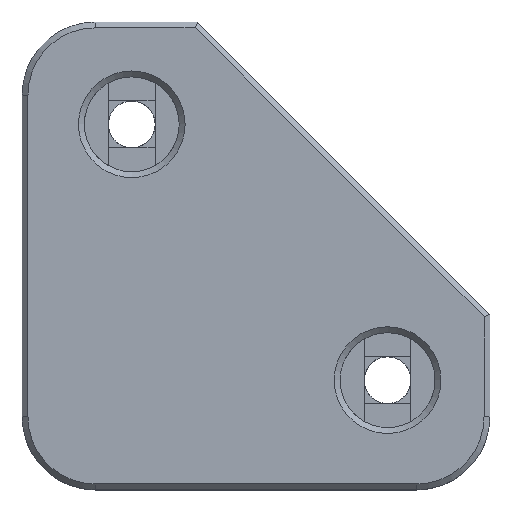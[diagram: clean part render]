
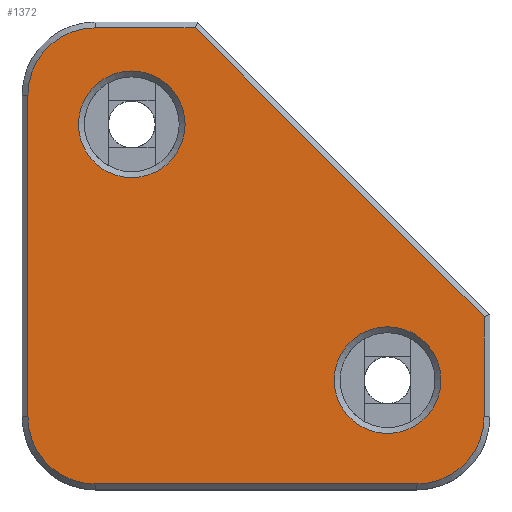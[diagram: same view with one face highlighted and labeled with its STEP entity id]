
A CAD part, top view. The second image highlights one B-rep face of the part: STEP entity #1372.
In plain terms, the highlighted planar face has unit normal (0, 0, 1).
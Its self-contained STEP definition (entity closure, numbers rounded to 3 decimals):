
#21=FACE_BOUND('',#165,.T.);
#22=FACE_BOUND('',#166,.T.);
#29=PLANE('',#1491);
#86=FACE_OUTER_BOUND('',#164,.T.);
#164=EDGE_LOOP('',(#1009,#1010,#1011,#1012,#1013,#1014,#1015,#1016));
#165=EDGE_LOOP('',(#1017));
#166=EDGE_LOOP('',(#1018));
#259=CIRCLE('',#1490,3.65);
#260=CIRCLE('',#1492,4.6);
#261=CIRCLE('',#1493,4.6);
#262=CIRCLE('',#1494,4.6);
#263=CIRCLE('',#1495,3.65);
#338=LINE('',#2167,#483);
#339=LINE('',#2171,#484);
#340=LINE('',#2175,#485);
#341=LINE('',#2177,#486);
#342=LINE('',#2178,#487);
#483=VECTOR('',#1719,10.);
#484=VECTOR('',#1722,10.);
#485=VECTOR('',#1725,10.);
#486=VECTOR('',#1726,10.);
#487=VECTOR('',#1727,10.);
#644=VERTEX_POINT('',#2159);
#645=VERTEX_POINT('',#2163);
#646=VERTEX_POINT('',#2164);
#647=VERTEX_POINT('',#2166);
#648=VERTEX_POINT('',#2168);
#649=VERTEX_POINT('',#2170);
#650=VERTEX_POINT('',#2172);
#651=VERTEX_POINT('',#2174);
#652=VERTEX_POINT('',#2176);
#653=VERTEX_POINT('',#2179);
#787=EDGE_CURVE('',#644,#644,#259,.T.);
#788=EDGE_CURVE('',#645,#646,#260,.T.);
#789=EDGE_CURVE('',#647,#645,#338,.T.);
#790=EDGE_CURVE('',#648,#647,#261,.T.);
#791=EDGE_CURVE('',#649,#648,#339,.T.);
#792=EDGE_CURVE('',#650,#649,#262,.T.);
#793=EDGE_CURVE('',#651,#650,#340,.T.);
#794=EDGE_CURVE('',#652,#651,#341,.T.);
#795=EDGE_CURVE('',#646,#652,#342,.T.);
#796=EDGE_CURVE('',#653,#653,#263,.T.);
#1009=ORIENTED_EDGE('',*,*,#788,.F.);
#1010=ORIENTED_EDGE('',*,*,#789,.F.);
#1011=ORIENTED_EDGE('',*,*,#790,.F.);
#1012=ORIENTED_EDGE('',*,*,#791,.F.);
#1013=ORIENTED_EDGE('',*,*,#792,.F.);
#1014=ORIENTED_EDGE('',*,*,#793,.F.);
#1015=ORIENTED_EDGE('',*,*,#794,.F.);
#1016=ORIENTED_EDGE('',*,*,#795,.F.);
#1017=ORIENTED_EDGE('',*,*,#796,.F.);
#1018=ORIENTED_EDGE('',*,*,#787,.F.);
#1372=ADVANCED_FACE('',(#86,#21,#22),#29,.T.);
#1490=AXIS2_PLACEMENT_3D('',#2161,#1713,#1714);
#1491=AXIS2_PLACEMENT_3D('',#2162,#1715,#1716);
#1492=AXIS2_PLACEMENT_3D('',#2165,#1717,#1718);
#1493=AXIS2_PLACEMENT_3D('',#2169,#1720,#1721);
#1494=AXIS2_PLACEMENT_3D('',#2173,#1723,#1724);
#1495=AXIS2_PLACEMENT_3D('',#2180,#1728,#1729);
#1713=DIRECTION('center_axis',(0.,0.,1.));
#1714=DIRECTION('ref_axis',(1.,0.,0.));
#1715=DIRECTION('center_axis',(0.,0.,1.));
#1716=DIRECTION('ref_axis',(0.,-1.,0.));
#1717=DIRECTION('center_axis',(0.,0.,-1.));
#1718=DIRECTION('ref_axis',(-0.707,0.707,0.));
#1719=DIRECTION('',(0.,1.,0.));
#1720=DIRECTION('center_axis',(0.,0.,-1.));
#1721=DIRECTION('ref_axis',(-0.707,-0.707,0.));
#1722=DIRECTION('',(-1.,0.,0.));
#1723=DIRECTION('center_axis',(0.,0.,-1.));
#1724=DIRECTION('ref_axis',(0.707,-0.707,0.));
#1725=DIRECTION('',(0.,-1.,0.));
#1726=DIRECTION('',(0.707,-0.707,0.));
#1727=DIRECTION('',(1.,0.,0.));
#1728=DIRECTION('center_axis',(0.,0.,1.));
#1729=DIRECTION('ref_axis',(1.,0.,0.));
#2159=CARTESIAN_POINT('',(-3.65,0.,2.));
#2161=CARTESIAN_POINT('Origin',(0.,0.,2.));
#2162=CARTESIAN_POINT('Origin',(-9.,8.5,2.));
#2163=CARTESIAN_POINT('',(-24.6,19.5,2.));
#2164=CARTESIAN_POINT('',(-20.,24.1,2.));
#2165=CARTESIAN_POINT('Origin',(-20.,19.5,2.));
#2166=CARTESIAN_POINT('',(-24.6,-2.5,2.));
#2167=CARTESIAN_POINT('',(-24.6,16.5,2.));
#2168=CARTESIAN_POINT('',(-20.,-7.1,2.));
#2169=CARTESIAN_POINT('Origin',(-20.,-2.5,2.));
#2170=CARTESIAN_POINT('',(2.,-7.1,2.));
#2171=CARTESIAN_POINT('',(-17.,-7.1,2.));
#2172=CARTESIAN_POINT('',(6.6,-2.5,2.));
#2173=CARTESIAN_POINT('Origin',(2.,-2.5,2.));
#2174=CARTESIAN_POINT('',(6.6,4.334,2.));
#2175=CARTESIAN_POINT('',(6.6,0.5,2.));
#2176=CARTESIAN_POINT('',(-13.166,24.1,2.));
#2177=CARTESIAN_POINT('',(1.717,9.217,2.));
#2178=CARTESIAN_POINT('',(-12.5,24.1,2.));
#2179=CARTESIAN_POINT('',(-21.15,17.5,2.));
#2180=CARTESIAN_POINT('Origin',(-17.5,17.5,2.));
